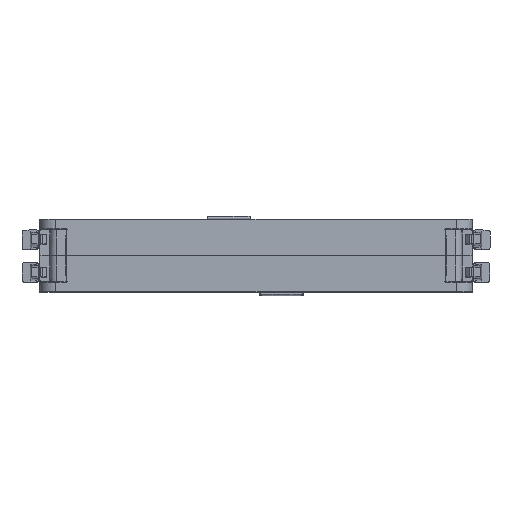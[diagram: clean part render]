
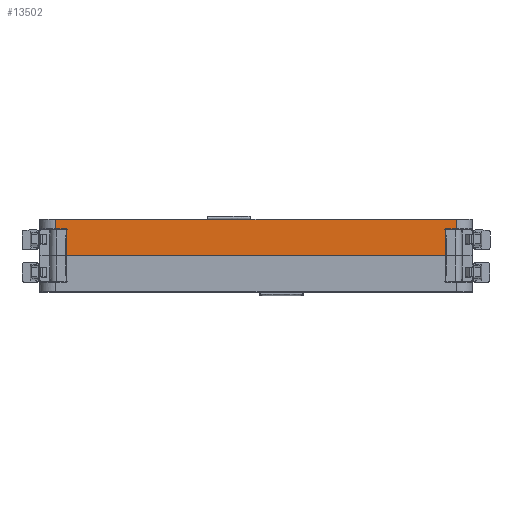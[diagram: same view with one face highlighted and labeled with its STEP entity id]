
A CAD part, top view. The second image highlights one B-rep face of the part: STEP entity #13502.
In plain terms, the highlighted planar face has unit normal (0, 0.009, 1).
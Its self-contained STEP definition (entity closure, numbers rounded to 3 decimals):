
#3608 = CARTESIAN_POINT ( 'NONE',  ( 92.206, 16.552, 50.506 ) ) ;
#4195 = CARTESIAN_POINT ( 'NONE',  ( 87.104, 12.189, 50.544 ) ) ;
#4196 = CARTESIAN_POINT ( 'NONE',  ( 87.21, 0., 50.65 ) ) ;
#4197 = LINE ( 'NONE', #4195, #4237 ) ;
#4198 = DIRECTION ( 'NONE',  ( 1., 0., 0. ) ) ;
#4199 = VECTOR ( 'NONE', #4198, 1000. ) ;
#4200 = CARTESIAN_POINT ( 'NONE',  ( -99.85, 0., 50.65 ) ) ;
#4201 = LINE ( 'NONE', #4200, #4199 ) ;
#4202 = CARTESIAN_POINT ( 'NONE',  ( -87.21, 0., 50.65 ) ) ;
#4203 = DIRECTION ( 'NONE',  ( -0.009, -1., 0.009 ) ) ;
#4204 = VECTOR ( 'NONE', #4203, 1000. ) ;
#4205 = CARTESIAN_POINT ( 'NONE',  ( -87.21, -0.002, 50.65 ) ) ;
#4206 = LINE ( 'NONE', #4205, #4204 ) ;
#4207 = CARTESIAN_POINT ( 'NONE',  ( -87.506, 12.391, 50.542 ) ) ;
#4208 = CARTESIAN_POINT ( 'NONE',  ( -87.272, 12.391, 50.542 ) ) ;
#4209 = CARTESIAN_POINT ( 'NONE',  ( -87.106, 12.225, 50.543 ) ) ;
#4210 = CARTESIAN_POINT ( 'NONE',  ( -87.106, 11.991, 50.545 ) ) ;
#4212 =( BOUNDED_CURVE ( )  B_SPLINE_CURVE ( 3, ( #4210, #4209, #4208, #4207 ),
 .UNSPECIFIED., .F., .T. ) 
 B_SPLINE_CURVE_WITH_KNOTS ( ( 4, 4 ),
 ( 0., 1.571 ),
 .UNSPECIFIED. ) 
 CURVE ( )  GEOMETRIC_REPRESENTATION_ITEM ( )  RATIONAL_B_SPLINE_CURVE ( ( 1., 0.805, 0.805, 1. ) ) 
 REPRESENTATION_ITEM ( '' )  );
#4225 = DIRECTION ( 'NONE',  ( 1., 0., 0. ) ) ;
#4226 = VECTOR ( 'NONE', #4225, 1000. ) ;
#4227 = CARTESIAN_POINT ( 'NONE',  ( 92.244, 12.391, 50.542 ) ) ;
#4228 = CARTESIAN_POINT ( 'NONE',  ( 87.106, 11.988, 50.545 ) ) ;
#4229 = CARTESIAN_POINT ( 'NONE',  ( 87.104, 12.224, 50.543 ) ) ;
#4230 = CARTESIAN_POINT ( 'NONE',  ( 87.27, 12.391, 50.542 ) ) ;
#4231 = CARTESIAN_POINT ( 'NONE',  ( 87.506, 12.391, 50.542 ) ) ;
#4232 =( BOUNDED_CURVE ( )  B_SPLINE_CURVE ( 3, ( #4231, #4230, #4229, #4228 ),
 .UNSPECIFIED., .F., .T. ) 
 B_SPLINE_CURVE_WITH_KNOTS ( ( 4, 4 ),
 ( 1.571, 3.15 ),
 .UNSPECIFIED. ) 
 CURVE ( )  GEOMETRIC_REPRESENTATION_ITEM ( )  RATIONAL_B_SPLINE_CURVE ( ( 1., 0.803, 0.803, 1. ) ) 
 REPRESENTATION_ITEM ( '' )  );
#4233 = LINE ( 'NONE', #4227, #4226 ) ;
#4234 = CARTESIAN_POINT ( 'NONE',  ( 87.506, 12.391, 50.542 ) ) ;
#4235 = CARTESIAN_POINT ( 'NONE',  ( 87.106, 11.988, 50.545 ) ) ;
#4236 = DIRECTION ( 'NONE',  ( -0.009, 1., -0.009 ) ) ;
#4237 = VECTOR ( 'NONE', #4236, 1000. ) ;
#7514 =( BOUNDED_CURVE ( )  B_SPLINE_CURVE ( 3, ( #7535, #7534, #7533, #7532 ),
 .UNSPECIFIED., .F., .F. ) 
 B_SPLINE_CURVE_WITH_KNOTS ( ( 4, 4 ),
 ( 6.275, 6.283 ),
 .UNSPECIFIED. ) 
 CURVE ( )  GEOMETRIC_REPRESENTATION_ITEM ( )  RATIONAL_B_SPLINE_CURVE ( ( 1., 1., 1., 1. ) ) 
 REPRESENTATION_ITEM ( '' )  );
#7515 = CARTESIAN_POINT ( 'NONE',  ( -87.106, 11.991, 50.545 ) ) ;
#7532 = CARTESIAN_POINT ( 'NONE',  ( -87.106, 11.991, 50.545 ) ) ;
#7533 = CARTESIAN_POINT ( 'NONE',  ( -87.106, 11.99, 50.545 ) ) ;
#7534 = CARTESIAN_POINT ( 'NONE',  ( -87.106, 11.989, 50.545 ) ) ;
#7535 = CARTESIAN_POINT ( 'NONE',  ( -87.106, 11.988, 50.545 ) ) ;
#7536 = CARTESIAN_POINT ( 'NONE',  ( -87.106, 11.988, 50.545 ) ) ;
#7860 = PLANE ( 'NONE',  #7900 ) ;
#7861 = FACE_OUTER_BOUND ( 'NONE', #13503, .T. ) ;
#7878 = DIRECTION ( 'NONE',  ( 1., 0., 0. ) ) ;
#7879 = VECTOR ( 'NONE', #7878, 1000. ) ;
#7880 = CARTESIAN_POINT ( 'NONE',  ( -99.85, 12.391, 50.542 ) ) ;
#7881 = LINE ( 'NONE', #7880, #7879 ) ;
#7882 = CARTESIAN_POINT ( 'NONE',  ( -92.242, 12.391, 50.542 ) ) ;
#7883 = DIRECTION ( 'NONE',  ( -0.009, -1., 0.009 ) ) ;
#7884 = VECTOR ( 'NONE', #7883, 1000. ) ;
#7885 = CARTESIAN_POINT ( 'NONE',  ( -92.351, -0.065, 50.651 ) ) ;
#7886 = LINE ( 'NONE', #7885, #7884 ) ;
#7887 = CARTESIAN_POINT ( 'NONE',  ( -92.206, 16.552, 50.506 ) ) ;
#7888 = DIRECTION ( 'NONE',  ( -1., 0., 0. ) ) ;
#7889 = VECTOR ( 'NONE', #7888, 1000. ) ;
#7890 = CARTESIAN_POINT ( 'NONE',  ( -92.204, 16.552, 50.506 ) ) ;
#7891 = LINE ( 'NONE', #7890, #7889 ) ;
#7892 = CARTESIAN_POINT ( 'NONE',  ( 92.242, 12.391, 50.542 ) ) ;
#7893 = DIRECTION ( 'NONE',  ( -0.009, 1., -0.009 ) ) ;
#7894 = VECTOR ( 'NONE', #7893, 1000. ) ;
#7895 = CARTESIAN_POINT ( 'NONE',  ( 92.336, 1.677, 50.635 ) ) ;
#7896 = LINE ( 'NONE', #7895, #7894 ) ;
#7897 = DIRECTION ( 'NONE',  ( 0., -1., 0.009 ) ) ;
#7898 = DIRECTION ( 'NONE',  ( 0., 0.009, 1. ) ) ;
#7899 = CARTESIAN_POINT ( 'NONE',  ( -99.85, 0., 50.65 ) ) ;
#7900 = AXIS2_PLACEMENT_3D ( 'NONE', #7899, #7898, #7897 ) ;
#7937 = CARTESIAN_POINT ( 'NONE',  ( -87.506, 12.391, 50.542 ) ) ;
#11575 = VERTEX_POINT ( 'NONE', #3608 ) ;
#12921 = EDGE_CURVE ( 'NONE', #12923, #12925, #7514, .T. ) ;
#12923 = VERTEX_POINT ( 'NONE', #7536 ) ;
#12925 = VERTEX_POINT ( 'NONE', #7515 ) ;
#13292 = ORIENTED_EDGE ( 'NONE', *, *, #13294, .F. ) ;
#13294 = EDGE_CURVE ( 'NONE', #12925, #13522, #4212, .T. ) ;
#13295 = ORIENTED_EDGE ( 'NONE', *, *, #12921, .F. ) ;
#13296 = ORIENTED_EDGE ( 'NONE', *, *, #13297, .T. ) ;
#13297 = EDGE_CURVE ( 'NONE', #12923, #13298, #4206, .T. ) ;
#13298 = VERTEX_POINT ( 'NONE', #4202 ) ;
#13299 = ORIENTED_EDGE ( 'NONE', *, *, #13300, .T. ) ;
#13300 = EDGE_CURVE ( 'NONE', #13298, #13302, #4201, .T. ) ;
#13302 = VERTEX_POINT ( 'NONE', #4196 ) ;
#13303 = ORIENTED_EDGE ( 'NONE', *, *, #13304, .T. ) ;
#13304 = EDGE_CURVE ( 'NONE', #13302, #13305, #4197, .T. ) ;
#13305 = VERTEX_POINT ( 'NONE', #4235 ) ;
#13306 = ORIENTED_EDGE ( 'NONE', *, *, #13307, .F. ) ;
#13307 = EDGE_CURVE ( 'NONE', #13308, #13305, #4232, .T. ) ;
#13308 = VERTEX_POINT ( 'NONE', #4234 ) ;
#13309 = ORIENTED_EDGE ( 'NONE', *, *, #13310, .T. ) ;
#13310 = EDGE_CURVE ( 'NONE', #13308, #13509, #4233, .T. ) ;
#13502 = ADVANCED_FACE ( 'NONE', ( #7861 ), #7860, .T. ) ;
#13503 = EDGE_LOOP ( 'NONE', ( #13505, #13511, #13517, #13520, #13292, #13295, #13296, #13299, #13303, #13306, #13309 ) ) ;
#13505 = ORIENTED_EDGE ( 'NONE', *, *, #13507, .T. ) ;
#13507 = EDGE_CURVE ( 'NONE', #13509, #11575, #7896, .T. ) ;
#13509 = VERTEX_POINT ( 'NONE', #7892 ) ;
#13511 = ORIENTED_EDGE ( 'NONE', *, *, #13513, .T. ) ;
#13513 = EDGE_CURVE ( 'NONE', #11575, #13516, #7891, .T. ) ;
#13516 = VERTEX_POINT ( 'NONE', #7887 ) ;
#13517 = ORIENTED_EDGE ( 'NONE', *, *, #13518, .T. ) ;
#13518 = EDGE_CURVE ( 'NONE', #13516, #13519, #7886, .T. ) ;
#13519 = VERTEX_POINT ( 'NONE', #7882 ) ;
#13520 = ORIENTED_EDGE ( 'NONE', *, *, #13521, .T. ) ;
#13521 = EDGE_CURVE ( 'NONE', #13519, #13522, #7881, .T. ) ;
#13522 = VERTEX_POINT ( 'NONE', #7937 ) ;
